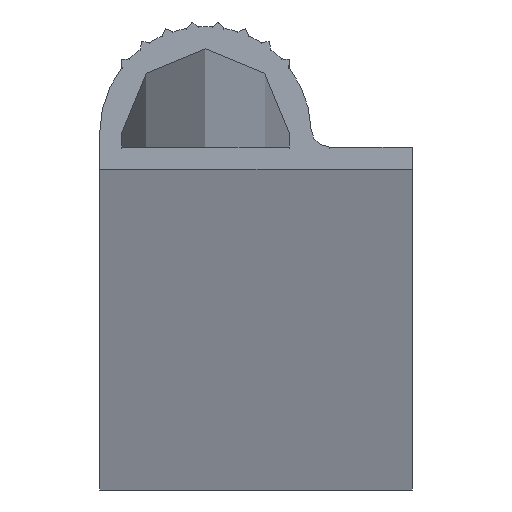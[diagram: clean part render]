
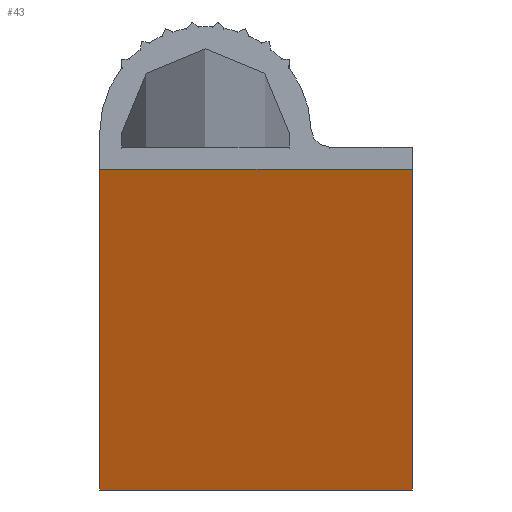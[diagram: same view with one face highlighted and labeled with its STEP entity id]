
A CAD part, top view. The second image highlights one B-rep face of the part: STEP entity #43.
In plain terms, the highlighted planar face has unit normal (0, -1, 0).
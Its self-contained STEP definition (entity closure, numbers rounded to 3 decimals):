
#43 = ADVANCED_FACE ( 'NONE', ( #1029 ), #180, .F. ) ;
#122 = EDGE_CURVE ( 'NONE', #990, #838, #366, .T. ) ;
#125 = EDGE_CURVE ( 'NONE', #816, #837, #373, .T. ) ;
#180 = PLANE ( 'NONE',  #1096 ) ;
#181 = CARTESIAN_POINT ( 'NONE',  ( 11.25, -1.995, 5000. ) ) ;
#182 = DIRECTION ( 'NONE',  ( 0., 1., 0. ) ) ;
#183 = DIRECTION ( 'NONE',  ( 0., 0., 1. ) ) ;
#366 = LINE ( 'NONE', #367, #1165 ) ;
#367 = CARTESIAN_POINT ( 'NONE',  ( 11.25, -1.995, 5000. ) ) ;
#368 = DIRECTION ( 'NONE',  ( 0., 0., -1. ) ) ;
#373 = LINE ( 'NONE', #374, #1162 ) ;
#374 = CARTESIAN_POINT ( 'NONE',  ( -5.75, -1.995, 5000. ) ) ;
#375 = DIRECTION ( 'NONE',  ( 0., 0., -1. ) ) ;
#444 = LINE ( 'NONE', #445, #1136 ) ;
#445 = CARTESIAN_POINT ( 'NONE',  ( 11.25, -1.995, 5000. ) ) ;
#446 = DIRECTION ( 'NONE',  ( 1., 0., 0. ) ) ;
#522 = LINE ( 'NONE', #523, #1113 ) ;
#523 = CARTESIAN_POINT ( 'NONE',  ( 11.25, -1.995, -5000. ) ) ;
#524 = DIRECTION ( 'NONE',  ( 1., 0., 0. ) ) ;
#539 = CARTESIAN_POINT ( 'NONE',  ( -5.75, -1.995, 5000. ) ) ;
#560 = CARTESIAN_POINT ( 'NONE',  ( -5.75, -1.995, -5000. ) ) ;
#561 = CARTESIAN_POINT ( 'NONE',  ( 11.25, -1.995, -5000. ) ) ;
#590 = CARTESIAN_POINT ( 'NONE',  ( 11.25, -1.995, 5000. ) ) ;
#666 = EDGE_CURVE ( 'NONE', #816, #990, #444, .T. ) ;
#692 = EDGE_CURVE ( 'NONE', #837, #838, #522, .T. ) ;
#803 = EDGE_LOOP ( 'NONE', ( #897, #896, #899, #894 ) ) ;
#816 = VERTEX_POINT ( 'NONE', #539 ) ;
#837 = VERTEX_POINT ( 'NONE', #560 ) ;
#838 = VERTEX_POINT ( 'NONE', #561 ) ;
#894 = ORIENTED_EDGE ( 'NONE', *, *, #125, .T. ) ;
#896 = ORIENTED_EDGE ( 'NONE', *, *, #122, .F. ) ;
#897 = ORIENTED_EDGE ( 'NONE', *, *, #692, .T. ) ;
#899 = ORIENTED_EDGE ( 'NONE', *, *, #666, .F. ) ;
#990 = VERTEX_POINT ( 'NONE', #590 ) ;
#1029 = FACE_OUTER_BOUND ( 'NONE', #803, .T. ) ;
#1096 = AXIS2_PLACEMENT_3D ( 'NONE', #181, #182, #183 ) ;
#1113 = VECTOR ( 'NONE', #524, 1000. ) ;
#1136 = VECTOR ( 'NONE', #446, 1000. ) ;
#1162 = VECTOR ( 'NONE', #375, 1000. ) ;
#1165 = VECTOR ( 'NONE', #368, 1000. ) ;
